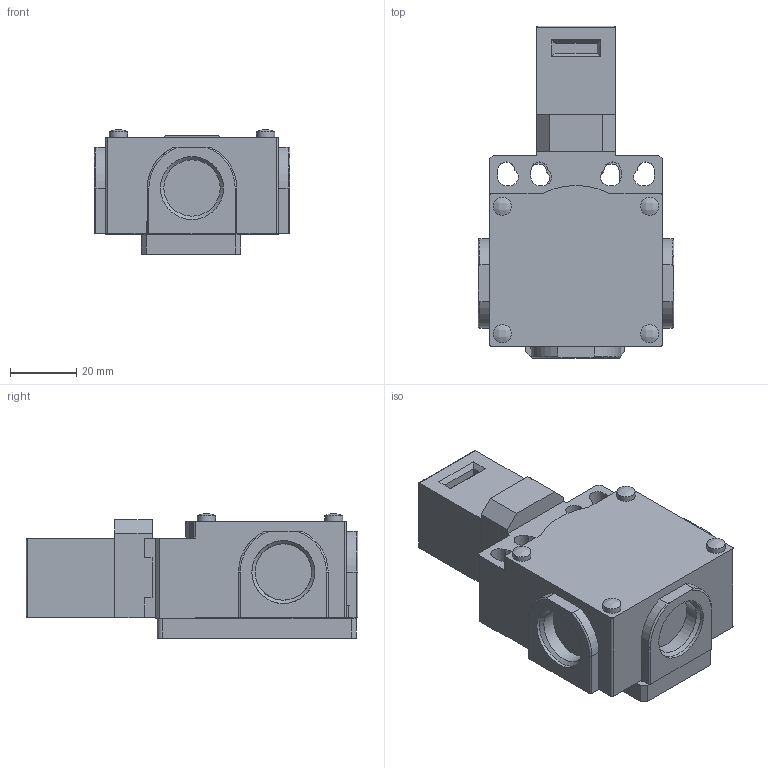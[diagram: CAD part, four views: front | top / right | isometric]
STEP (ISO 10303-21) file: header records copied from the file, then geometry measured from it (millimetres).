
FILE_DESCRIPTION (( 'STEP AP214' ), '1' );
FILE_NAME ('SDM2K80X11.STEP', '2023-06-21T19:22:48', ( '' ), ( '' ), 'SwSTEP 2.0', 'SolidWorks 2021', '' );
FILE_SCHEMA (( 'AUTOMOTIVE_DESIGN' ));
Length unit declared in the file: inch
Products named in the file (1): SDM2K80X11
Bounding box: 59 x 100.1 x 37.6 mm (x, y, z)
Volume: 109893.3 mm3; surface area: 29490.8 mm2
Topology: 6 solids, 6 shells, 307 faces, 828 edges, 546 vertices
Faces by surface type: plane 178, cylinder 113, bspline 11, cone 5
Full cylindrical faces by diameter (mm): 5.5 x4, 15 x2, 17 x3, 19 x3
Entity records: 12053 total; most frequent: CARTESIAN_POINT 1921, ORIENTED_EDGE 1610, DIRECTION 1602, EDGE_CURVE 805, LINE 568, VECTOR 568, VERTEX_POINT 541, AXIS2_PLACEMENT_3D 517
